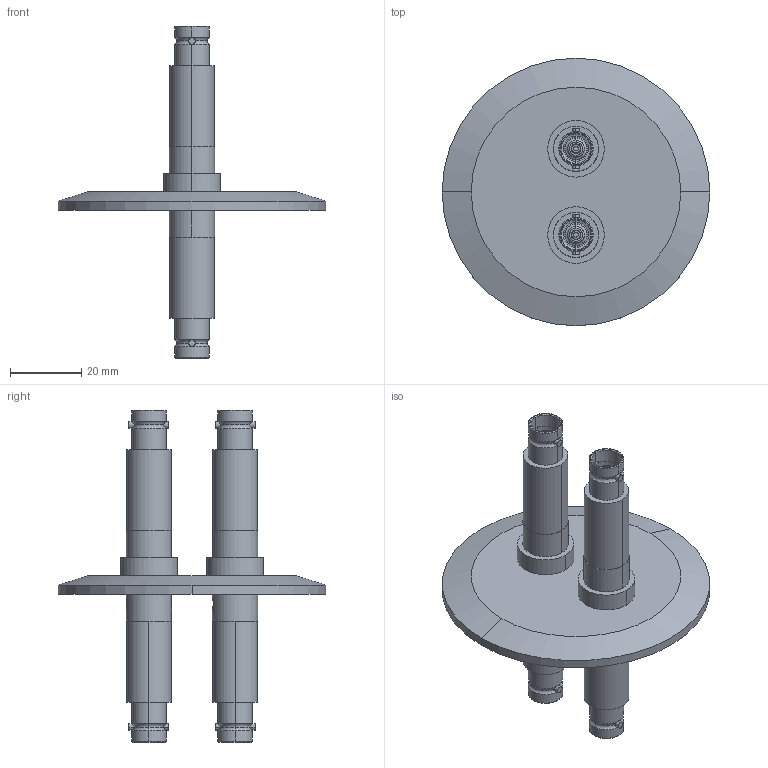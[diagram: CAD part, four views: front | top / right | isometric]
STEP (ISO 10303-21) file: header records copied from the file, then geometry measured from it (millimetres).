
FILE_DESCRIPTION (( 'STEP AP203' ), '1' );
FILE_NAME ('A0478-5-QF.STEP', '2012-03-27T12:38:24', ( '' ), ( '' ), 'SwSTEP 2.0', 'SolidWorks 2011', '' );
FILE_SCHEMA (( 'CONFIG_CONTROL_DESIGN' ));
Length unit declared in the file: inch
Products named in the file (1): A0478-5-QF
Bounding box: 74.93 x 74.93 x 92.96 mm (x, y, z)
Volume: 29713 mm3; surface area: 29448.8 mm2
Topology: 1 solids, 1 shells, 580 faces, 1480 edges, 936 vertices
Faces by surface type: cylinder 248, plane 172, cone 90, torus 64, sphere 6
Entity records: 19205 total; most frequent: CARTESIAN_POINT 4589, DIRECTION 3340, ORIENTED_EDGE 2928, EDGE_CURVE 1464, AXIS2_PLACEMENT_3D 1399, VERTEX_POINT 928, CIRCLE 818, EDGE_LOOP 654
